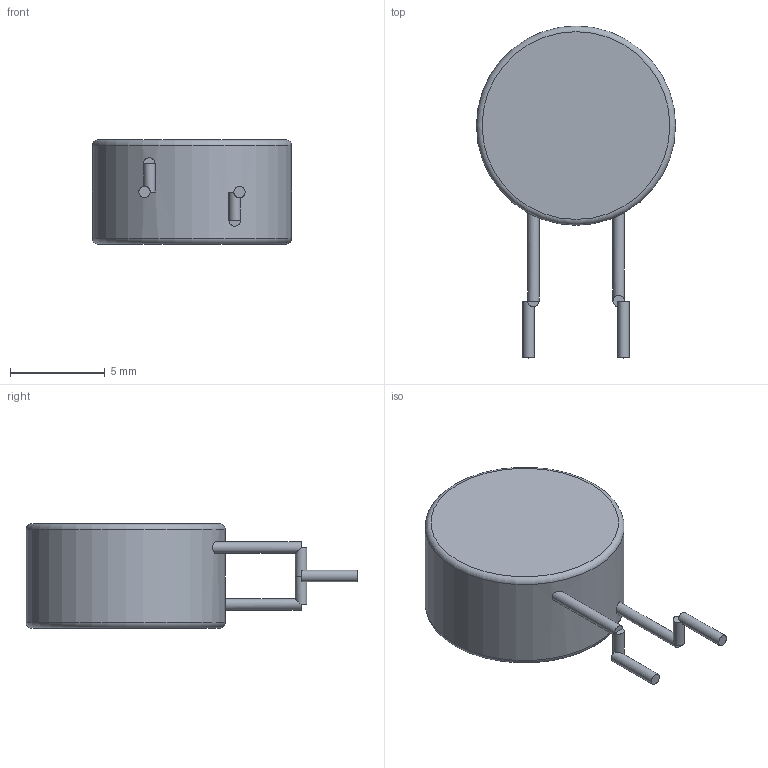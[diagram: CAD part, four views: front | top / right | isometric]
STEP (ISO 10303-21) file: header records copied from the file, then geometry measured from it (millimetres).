
FILE_DESCRIPTION(('FreeCAD Model'),'2;1');
FILE_NAME('Open CASCADE Shape Model','2023-09-01T10:11:58',(''),(''), 'Open CASCADE STEP processor 7.6','FreeCAD','Unknown');
FILE_SCHEMA(('AUTOMOTIVE_DESIGN { 1 0 10303 214 1 1 1 1 }'));
Length unit declared in the file: millimetre
Products named in the file (1): Fillet
Bounding box: 10.5 x 17.5 x 5.5 mm (x, y, z)
Volume: 480 mm3; surface area: 380 mm2
Topology: 1 solids, 1 shells, 21 faces, 41 edges, 24 vertices
Faces by surface type: plane 12, cylinder 7, torus 2
Full cylindrical faces by diameter (mm): 0.6 x6, 10.5 x1
Entity records: 1581 total; most frequent: CARTESIAN_POINT 715, DIRECTION 146, ORIENTED_EDGE 82, PCURVE 82, DEFINITIONAL_REPRESENTATION 82, LINE 51, VECTOR 51, AXIS2_PLACEMENT_3D 44
